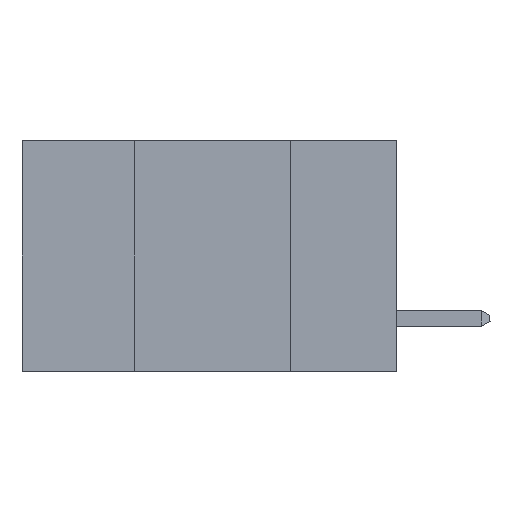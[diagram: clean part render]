
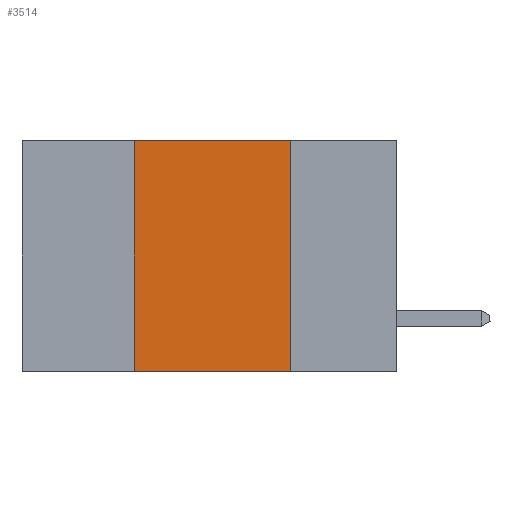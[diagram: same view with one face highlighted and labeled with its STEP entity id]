
A CAD part, left-side view. The second image highlights one B-rep face of the part: STEP entity #3514.
In plain terms, the highlighted planar face has unit normal (-1, 0, 0).
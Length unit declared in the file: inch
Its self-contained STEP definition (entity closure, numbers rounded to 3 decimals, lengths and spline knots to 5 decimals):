
#931 = LINE ( 'NONE', #6964, #3930 ) ;
#1445 = PLANE ( 'NONE',  #10553 ) ;
#1465 = VECTOR ( 'NONE', #4418, 39.37008 ) ;
#1563 = VECTOR ( 'NONE', #10149, 39.37008 ) ;
#1567 = EDGE_LOOP ( 'NONE', ( #5293, #4769, #5492, #3855 ) ) ;
#2228 = EDGE_CURVE ( 'NONE', #6818, #7596, #5357, .T. ) ;
#2272 = CARTESIAN_POINT ( 'NONE',  ( 0., 0.6, -0.37 ) ) ;
#3102 = DIRECTION ( 'NONE',  ( 1., 0., 0. ) ) ;
#3504 = CARTESIAN_POINT ( 'NONE',  ( 0., 0.17, 0. ) ) ;
#3514 = ADVANCED_FACE ( 'NONE', ( #6825 ), #1445, .F. ) ;
#3855 = ORIENTED_EDGE ( 'NONE', *, *, #2228, .T. ) ;
#3930 = VECTOR ( 'NONE', #6062, 39.37008 ) ;
#4108 = VERTEX_POINT ( 'NONE', #3504 ) ;
#4418 = DIRECTION ( 'NONE',  ( 0., 0., 1. ) ) ;
#4769 = ORIENTED_EDGE ( 'NONE', *, *, #5534, .F. ) ;
#5217 = EDGE_CURVE ( 'NONE', #4108, #7596, #931, .T. ) ;
#5293 = ORIENTED_EDGE ( 'NONE', *, *, #5217, .F. ) ;
#5357 = LINE ( 'NONE', #2272, #10186 ) ;
#5492 = ORIENTED_EDGE ( 'NONE', *, *, #11438, .F. ) ;
#5534 = EDGE_CURVE ( 'NONE', #7786, #4108, #6625, .T. ) ;
#5583 = CARTESIAN_POINT ( 'NONE',  ( 0., 0.6, 0. ) ) ;
#6062 = DIRECTION ( 'NONE',  ( 0., 0., -1. ) ) ;
#6234 = CARTESIAN_POINT ( 'NONE',  ( 0., 0.42, 0. ) ) ;
#6570 = DIRECTION ( 'NONE',  ( 0., 0., -1. ) ) ;
#6625 = LINE ( 'NONE', #8501, #1563 ) ;
#6818 = VERTEX_POINT ( 'NONE', #7850 ) ;
#6825 = FACE_OUTER_BOUND ( 'NONE', #1567, .T. ) ;
#6964 = CARTESIAN_POINT ( 'NONE',  ( 0., 0.17, 0. ) ) ;
#7596 = VERTEX_POINT ( 'NONE', #10360 ) ;
#7786 = VERTEX_POINT ( 'NONE', #8869 ) ;
#7850 = CARTESIAN_POINT ( 'NONE',  ( 0., 0.42, -0.37 ) ) ;
#8501 = CARTESIAN_POINT ( 'NONE',  ( 0., 0.6, 0. ) ) ;
#8869 = CARTESIAN_POINT ( 'NONE',  ( 0., 0.42, 0. ) ) ;
#9985 = DIRECTION ( 'NONE',  ( 0., -1., 0. ) ) ;
#10149 = DIRECTION ( 'NONE',  ( 0., -1., 0. ) ) ;
#10186 = VECTOR ( 'NONE', #9985, 39.37008 ) ;
#10360 = CARTESIAN_POINT ( 'NONE',  ( 0., 0.17, -0.37 ) ) ;
#10553 = AXIS2_PLACEMENT_3D ( 'NONE', #5583, #3102, #6570 ) ;
#11304 = LINE ( 'NONE', #6234, #1465 ) ;
#11438 = EDGE_CURVE ( 'NONE', #6818, #7786, #11304, .T. ) ;
